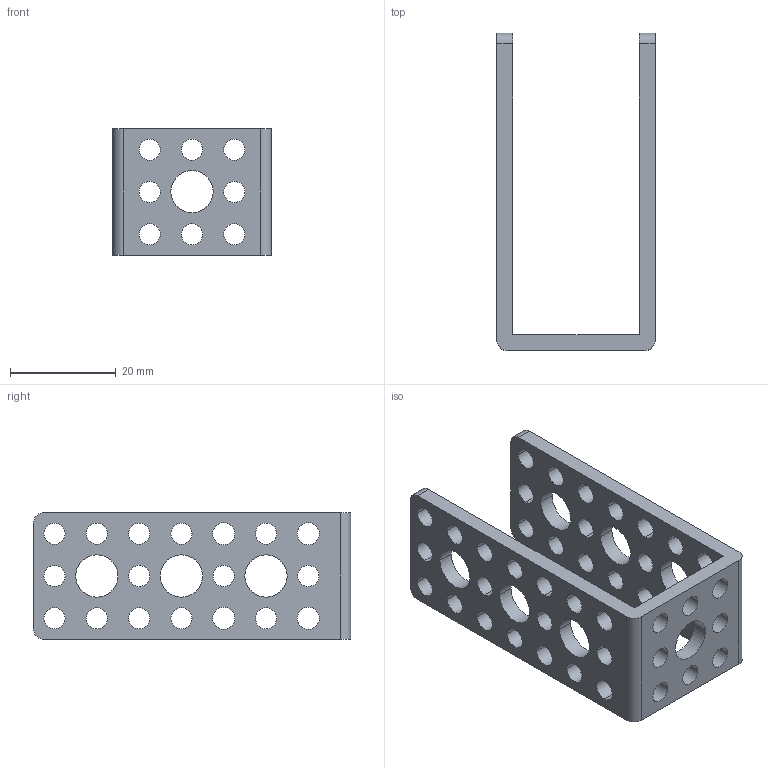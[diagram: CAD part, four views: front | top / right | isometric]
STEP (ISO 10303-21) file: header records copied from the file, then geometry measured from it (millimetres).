
FILE_DESCRIPTION (( 'STEP AP214' ), '1' );
FILE_NAME ('U Bracket-B U倰盓殤-B.step', '2016-10-28T04:10:02', ( 'dell' ), ( '' ), 'SwSTEP 2.0', 'SolidWorks 2013', '' );
FILE_SCHEMA (( 'AUTOMOTIVE_DESIGN' ));
Length unit declared in the file: millimetre
Products named in the file (1): U Bracket-B U倰盓殤-B
Bounding box: 30 x 60 x 24 mm (x, y, z)
Volume: 7579.7 mm3; surface area: 8231.2 mm2
Topology: 1 solids, 1 shells, 118 faces, 348 edges, 232 vertices
Faces by surface type: cylinder 108, plane 10
Entity records: 4306 total; most frequent: DIRECTION 802, CARTESIAN_POINT 699, ORIENTED_EDGE 696, EDGE_CURVE 348, AXIS2_PLACEMENT_3D 335, VERTEX_POINT 232, EDGE_LOOP 220, CIRCLE 216
